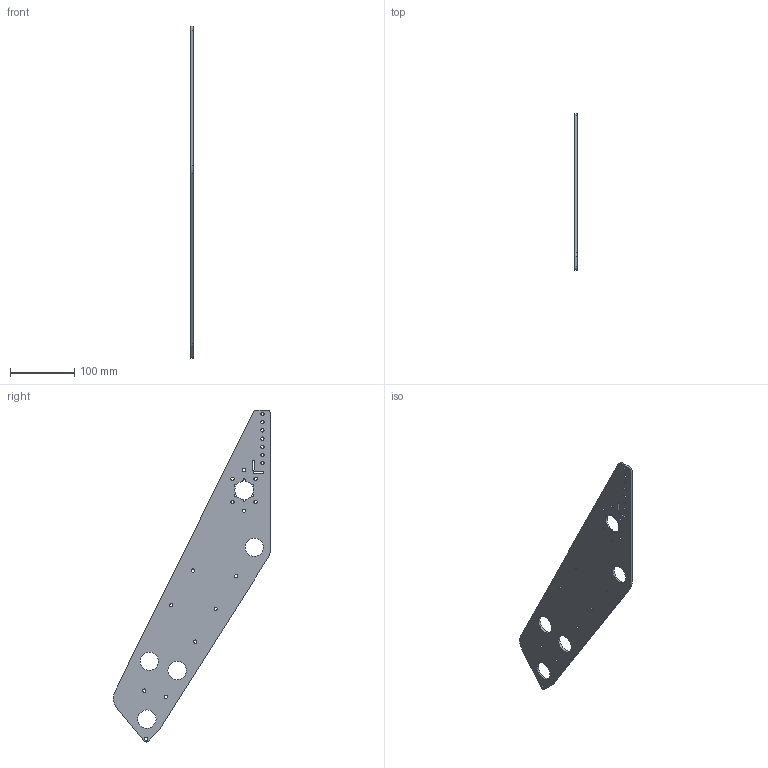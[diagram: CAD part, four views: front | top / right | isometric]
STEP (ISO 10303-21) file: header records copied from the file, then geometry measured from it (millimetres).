
FILE_DESCRIPTION (( 'STEP AP203' ), '1' );
FILE_NAME ('am-4938_in-plate AndyMark EveryBot Intake Plate.STEP', '2023-01-19T16:51:06', ( '' ), ( '' ), 'SwSTEP 2.0', 'SolidWorks 2022', '' );
FILE_SCHEMA (( 'CONFIG_CONTROL_DESIGN' ));
Length unit declared in the file: inch
Products named in the file (1): am-4938_in-plate AndyMark EveryBot Intake Plate
Bounding box: 3.17 x 244.41 x 516.2 mm (x, y, z)
Volume: 144170.4 mm3; surface area: 97384.7 mm2
Topology: 1 solids, 1 shells, 115 faces, 339 edges, 226 vertices
Faces by surface type: cylinder 91, plane 24
Entity records: 4126 total; most frequent: DIRECTION 753, CARTESIAN_POINT 681, ORIENTED_EDGE 678, EDGE_CURVE 339, AXIS2_PLACEMENT_3D 298, VERTEX_POINT 226, CIRCLE 182, EDGE_LOOP 171
